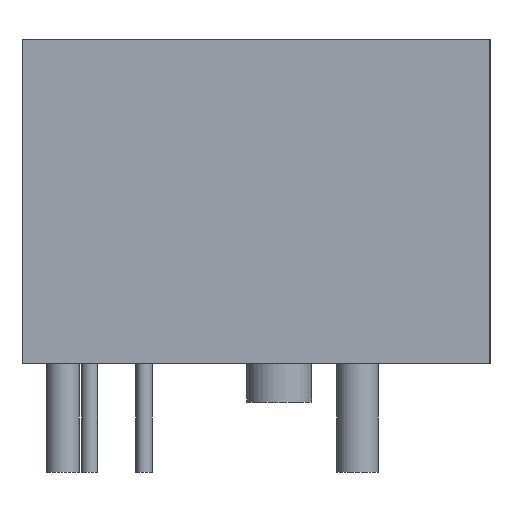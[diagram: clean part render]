
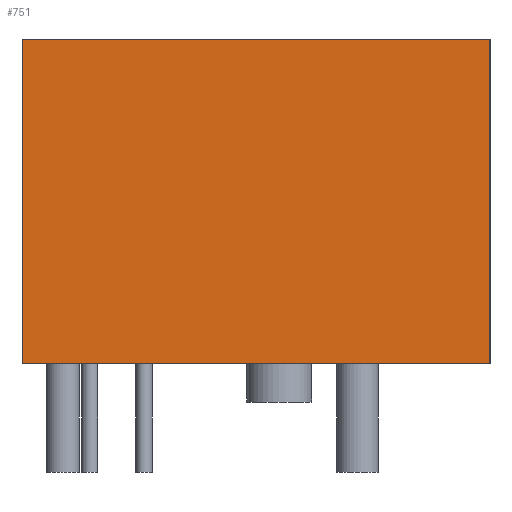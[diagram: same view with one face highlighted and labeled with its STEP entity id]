
A CAD part, left-side view. The second image highlights one B-rep face of the part: STEP entity #751.
In plain terms, the highlighted planar face has unit normal (-1, 0, 0).
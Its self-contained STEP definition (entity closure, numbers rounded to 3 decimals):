
#488 = EDGE_CURVE('',#489,#491,#493,.T.);
#489 = VERTEX_POINT('',#490);
#490 = CARTESIAN_POINT('',(-4.545,-16.25,0.));
#491 = VERTEX_POINT('',#492);
#492 = CARTESIAN_POINT('',(-4.545,-16.25,15.21));
#493 = SURFACE_CURVE('',#494,(#498,#510),.PCURVE_S1.);
#494 = LINE('',#495,#496);
#495 = CARTESIAN_POINT('',(-4.545,-16.25,0.));
#496 = VECTOR('',#497,1.);
#497 = DIRECTION('',(0.,0.,1.));
#498 = PCURVE('',#499,#504);
#499 = PLANE('',#500);
#500 = AXIS2_PLACEMENT_3D('',#501,#502,#503);
#501 = CARTESIAN_POINT('',(-4.545,-16.25,0.));
#502 = DIRECTION('',(0.,1.,0.));
#503 = DIRECTION('',(1.,0.,0.));
#504 = DEFINITIONAL_REPRESENTATION('',(#505),#509);
#505 = LINE('',#506,#507);
#506 = CARTESIAN_POINT('',(0.,0.));
#507 = VECTOR('',#508,1.);
#508 = DIRECTION('',(0.,-1.));
#509 = ( GEOMETRIC_REPRESENTATION_CONTEXT(2) 
PARAMETRIC_REPRESENTATION_CONTEXT() REPRESENTATION_CONTEXT('2D SPACE',''
  ) );
#510 = PCURVE('',#511,#516);
#511 = PLANE('',#512);
#512 = AXIS2_PLACEMENT_3D('',#513,#514,#515);
#513 = CARTESIAN_POINT('',(-4.545,5.72,0.));
#514 = DIRECTION('',(1.,0.,-0.));
#515 = DIRECTION('',(0.,-1.,0.));
#516 = DEFINITIONAL_REPRESENTATION('',(#517),#521);
#517 = LINE('',#518,#519);
#518 = CARTESIAN_POINT('',(21.97,0.));
#519 = VECTOR('',#520,1.);
#520 = DIRECTION('',(0.,-1.));
#521 = ( GEOMETRIC_REPRESENTATION_CONTEXT(2) 
PARAMETRIC_REPRESENTATION_CONTEXT() REPRESENTATION_CONTEXT('2D SPACE',''
  ) );
#539 = PLANE('',#540);
#540 = AXIS2_PLACEMENT_3D('',#541,#542,#543);
#541 = CARTESIAN_POINT('',(39.37,-5.265,15.21));
#542 = DIRECTION('',(0.,0.,1.));
#543 = DIRECTION('',(0.,1.,0.));
#593 = PLANE('',#594);
#594 = AXIS2_PLACEMENT_3D('',#595,#596,#597);
#595 = CARTESIAN_POINT('',(39.37,-5.265,0.));
#596 = DIRECTION('',(0.,0.,1.));
#597 = DIRECTION('',(0.,1.,0.));
#648 = PLANE('',#649);
#649 = AXIS2_PLACEMENT_3D('',#650,#651,#652);
#650 = CARTESIAN_POINT('',(83.285,5.72,0.));
#651 = DIRECTION('',(0.,-1.,0.));
#652 = DIRECTION('',(-1.,0.,0.));
#686 = VERTEX_POINT('',#687);
#687 = CARTESIAN_POINT('',(-4.545,5.72,15.21));
#708 = EDGE_CURVE('',#709,#686,#711,.T.);
#709 = VERTEX_POINT('',#710);
#710 = CARTESIAN_POINT('',(-4.545,5.72,0.));
#711 = SURFACE_CURVE('',#712,(#716,#723),.PCURVE_S1.);
#712 = LINE('',#713,#714);
#713 = CARTESIAN_POINT('',(-4.545,5.72,0.));
#714 = VECTOR('',#715,1.);
#715 = DIRECTION('',(0.,0.,1.));
#716 = PCURVE('',#648,#717);
#717 = DEFINITIONAL_REPRESENTATION('',(#718),#722);
#718 = LINE('',#719,#720);
#719 = CARTESIAN_POINT('',(87.83,0.));
#720 = VECTOR('',#721,1.);
#721 = DIRECTION('',(0.,-1.));
#722 = ( GEOMETRIC_REPRESENTATION_CONTEXT(2) 
PARAMETRIC_REPRESENTATION_CONTEXT() REPRESENTATION_CONTEXT('2D SPACE',''
  ) );
#723 = PCURVE('',#511,#724);
#724 = DEFINITIONAL_REPRESENTATION('',(#725),#729);
#725 = LINE('',#726,#727);
#726 = CARTESIAN_POINT('',(0.,0.));
#727 = VECTOR('',#728,1.);
#728 = DIRECTION('',(0.,-1.));
#729 = ( GEOMETRIC_REPRESENTATION_CONTEXT(2) 
PARAMETRIC_REPRESENTATION_CONTEXT() REPRESENTATION_CONTEXT('2D SPACE',''
  ) );
#751 = ADVANCED_FACE('',(#752),#511,.F.);
#752 = FACE_BOUND('',#753,.F.);
#753 = EDGE_LOOP('',(#754,#755,#776,#777));
#754 = ORIENTED_EDGE('',*,*,#708,.T.);
#755 = ORIENTED_EDGE('',*,*,#756,.T.);
#756 = EDGE_CURVE('',#686,#491,#757,.T.);
#757 = SURFACE_CURVE('',#758,(#762,#769),.PCURVE_S1.);
#758 = LINE('',#759,#760);
#759 = CARTESIAN_POINT('',(-4.545,5.72,15.21));
#760 = VECTOR('',#761,1.);
#761 = DIRECTION('',(0.,-1.,0.));
#762 = PCURVE('',#511,#763);
#763 = DEFINITIONAL_REPRESENTATION('',(#764),#768);
#764 = LINE('',#765,#766);
#765 = CARTESIAN_POINT('',(0.,-15.21));
#766 = VECTOR('',#767,1.);
#767 = DIRECTION('',(1.,0.));
#768 = ( GEOMETRIC_REPRESENTATION_CONTEXT(2) 
PARAMETRIC_REPRESENTATION_CONTEXT() REPRESENTATION_CONTEXT('2D SPACE',''
  ) );
#769 = PCURVE('',#539,#770);
#770 = DEFINITIONAL_REPRESENTATION('',(#771),#775);
#771 = LINE('',#772,#773);
#772 = CARTESIAN_POINT('',(10.985,43.915));
#773 = VECTOR('',#774,1.);
#774 = DIRECTION('',(-1.,0.));
#775 = ( GEOMETRIC_REPRESENTATION_CONTEXT(2) 
PARAMETRIC_REPRESENTATION_CONTEXT() REPRESENTATION_CONTEXT('2D SPACE',''
  ) );
#776 = ORIENTED_EDGE('',*,*,#488,.F.);
#777 = ORIENTED_EDGE('',*,*,#778,.F.);
#778 = EDGE_CURVE('',#709,#489,#779,.T.);
#779 = SURFACE_CURVE('',#780,(#784,#791),.PCURVE_S1.);
#780 = LINE('',#781,#782);
#781 = CARTESIAN_POINT('',(-4.545,5.72,0.));
#782 = VECTOR('',#783,1.);
#783 = DIRECTION('',(0.,-1.,0.));
#784 = PCURVE('',#511,#785);
#785 = DEFINITIONAL_REPRESENTATION('',(#786),#790);
#786 = LINE('',#787,#788);
#787 = CARTESIAN_POINT('',(0.,0.));
#788 = VECTOR('',#789,1.);
#789 = DIRECTION('',(1.,0.));
#790 = ( GEOMETRIC_REPRESENTATION_CONTEXT(2) 
PARAMETRIC_REPRESENTATION_CONTEXT() REPRESENTATION_CONTEXT('2D SPACE',''
  ) );
#791 = PCURVE('',#593,#792);
#792 = DEFINITIONAL_REPRESENTATION('',(#793),#797);
#793 = LINE('',#794,#795);
#794 = CARTESIAN_POINT('',(10.985,43.915));
#795 = VECTOR('',#796,1.);
#796 = DIRECTION('',(-1.,0.));
#797 = ( GEOMETRIC_REPRESENTATION_CONTEXT(2) 
PARAMETRIC_REPRESENTATION_CONTEXT() REPRESENTATION_CONTEXT('2D SPACE',''
  ) );
